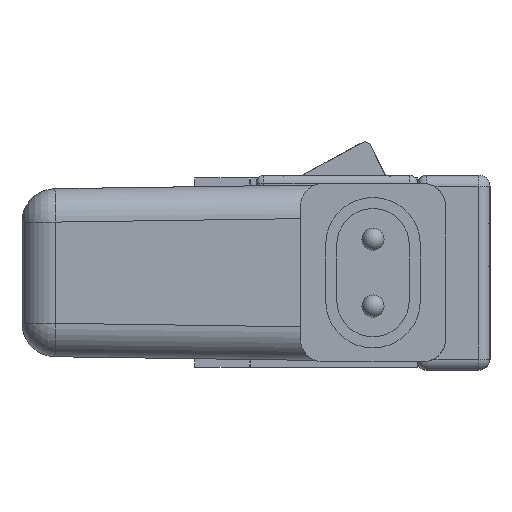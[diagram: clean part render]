
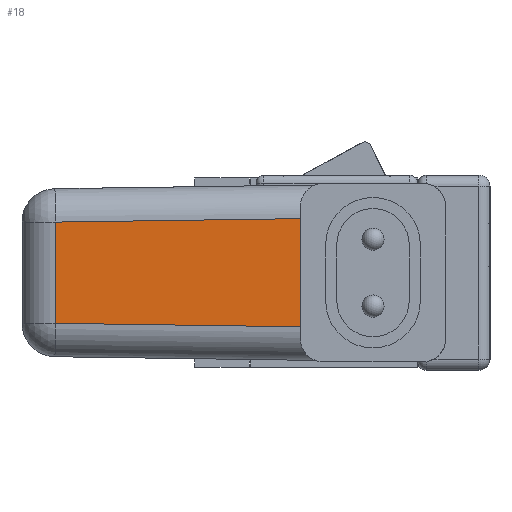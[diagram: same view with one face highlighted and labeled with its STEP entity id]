
A CAD part, left-side view. The second image highlights one B-rep face of the part: STEP entity #18.
In plain terms, the highlighted planar face has unit normal (-1, 0, 0).
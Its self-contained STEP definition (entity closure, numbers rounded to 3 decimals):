
#18 = ADVANCED_FACE ( 'NONE', ( #5319 ), #6186, .T. ) ;
#118 = CARTESIAN_POINT ( 'NONE',  ( -122., 39., 4.542 ) ) ;
#217 = LINE ( 'NONE', #5588, #4805 ) ;
#242 = VECTOR ( 'NONE', #1508, 1000. ) ;
#541 = EDGE_CURVE ( 'NONE', #2472, #1038, #217, .T. ) ;
#652 = VECTOR ( 'NONE', #3801, 1000. ) ;
#1038 = VERTEX_POINT ( 'NONE', #5380 ) ;
#1051 = EDGE_LOOP ( 'NONE', ( #4078, #1889, #7196, #2223 ) ) ;
#1508 = DIRECTION ( 'NONE',  ( 0., 0., -1. ) ) ;
#1538 = CARTESIAN_POINT ( 'NONE',  ( -122., 17., 8. ) ) ;
#1597 = VERTEX_POINT ( 'NONE', #118 ) ;
#1889 = ORIENTED_EDGE ( 'NONE', *, *, #5176, .F. ) ;
#2082 = VECTOR ( 'NONE', #3207, 1000. ) ;
#2164 = EDGE_CURVE ( 'NONE', #2471, #1597, #2325, .T. ) ;
#2223 = ORIENTED_EDGE ( 'NONE', *, *, #5121, .T. ) ;
#2280 = LINE ( 'NONE', #2947, #2082 ) ;
#2290 = CARTESIAN_POINT ( 'NONE',  ( -122., 39., -4.542 ) ) ;
#2325 = LINE ( 'NONE', #5775, #652 ) ;
#2471 = VERTEX_POINT ( 'NONE', #2527 ) ;
#2472 = VERTEX_POINT ( 'NONE', #2290 ) ;
#2527 = CARTESIAN_POINT ( 'NONE',  ( -122., 17., 4.852 ) ) ;
#2947 = CARTESIAN_POINT ( 'NONE',  ( -122., 39., 0. ) ) ;
#3207 = DIRECTION ( 'NONE',  ( 0., 0., -1. ) ) ;
#3464 = DIRECTION ( 'NONE',  ( 0., -1., -0.014 ) ) ;
#3801 = DIRECTION ( 'NONE',  ( 0., 1., -0.014 ) ) ;
#4078 = ORIENTED_EDGE ( 'NONE', *, *, #541, .T. ) ;
#4805 = VECTOR ( 'NONE', #3464, 1000. ) ;
#5121 = EDGE_CURVE ( 'NONE', #1597, #2472, #2280, .T. ) ;
#5176 = EDGE_CURVE ( 'NONE', #2471, #1038, #6113, .T. ) ;
#5319 = FACE_OUTER_BOUND ( 'NONE', #1051, .T. ) ;
#5380 = CARTESIAN_POINT ( 'NONE',  ( -122., 17., -4.852 ) ) ;
#5588 = CARTESIAN_POINT ( 'NONE',  ( -122., 0.072, -5.09 ) ) ;
#5642 = AXIS2_PLACEMENT_3D ( 'NONE', #6101, #6199, #6160 ) ;
#5775 = CARTESIAN_POINT ( 'NONE',  ( -122., 0.072, 5.09 ) ) ;
#6101 = CARTESIAN_POINT ( 'NONE',  ( -122., 0., 0. ) ) ;
#6113 = LINE ( 'NONE', #1538, #242 ) ;
#6160 = DIRECTION ( 'NONE',  ( 0., 0., 1. ) ) ;
#6186 = PLANE ( 'NONE',  #5642 ) ;
#6199 = DIRECTION ( 'NONE',  ( -1., 0., 0. ) ) ;
#7196 = ORIENTED_EDGE ( 'NONE', *, *, #2164, .T. ) ;
